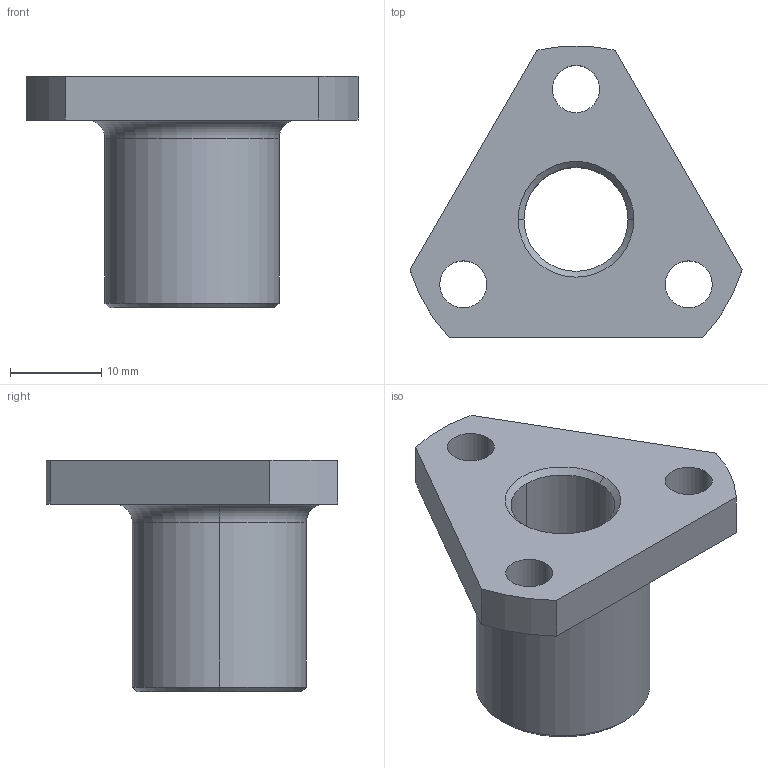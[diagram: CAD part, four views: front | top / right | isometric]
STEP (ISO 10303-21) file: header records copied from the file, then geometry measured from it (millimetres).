
FILE_DESCRIPTION (( 'STEP AP214' ), '1' );
FILE_NAME ('STP-LA-NTFK.STEP', '2020-11-02T14:41:22', ( '' ), ( '' ), 'SwSTEP 2.0', 'SolidWorks 2017', '' );
FILE_SCHEMA (( 'AUTOMOTIVE_DESIGN' ));
Length unit declared in the file: inch
Products named in the file (1): STP-LA-NTFK
Bounding box: 36.44 x 32 x 25.4 mm (x, y, z)
Volume: 6829.4 mm3; surface area: 4077.7 mm2
Topology: 1 solids, 1 shells, 25 faces, 62 edges, 40 vertices
Faces by surface type: cylinder 13, plane 6, cone 4, torus 2
Entity records: 816 total; most frequent: DIRECTION 150, CARTESIAN_POINT 128, ORIENTED_EDGE 124, EDGE_CURVE 62, AXIS2_PLACEMENT_3D 62, VERTEX_POINT 40, CIRCLE 36, EDGE_LOOP 34
